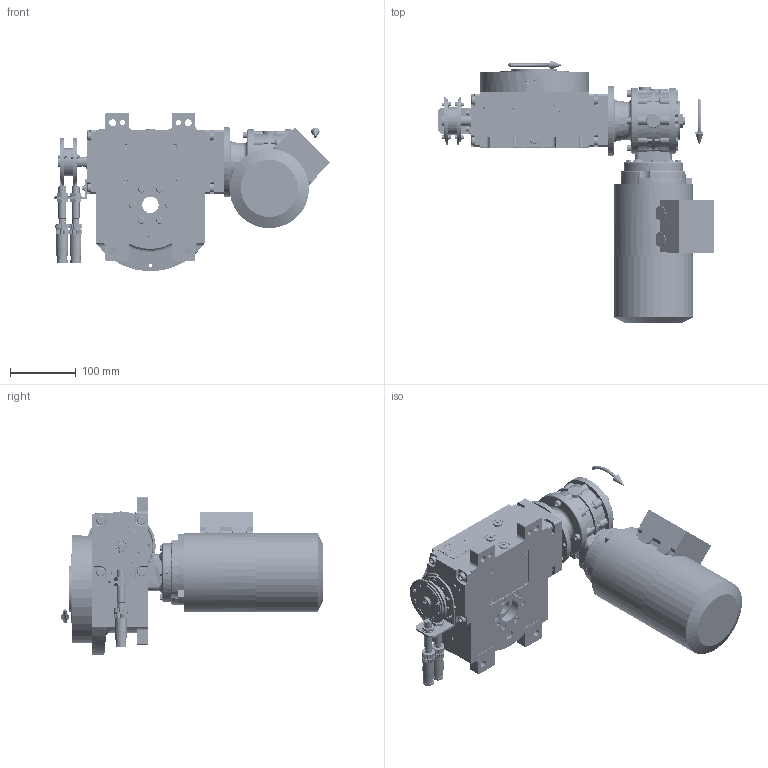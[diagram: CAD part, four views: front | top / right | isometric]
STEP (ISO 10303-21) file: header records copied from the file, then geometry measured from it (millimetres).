
FILE_DESCRIPTION (( 'STEP AP214' ), '1' );
FILE_NAME ('PC5200366.step', '2024-06-12T11:17:56', ( '' ), ( '' ), 'SwSTEP 2.0', 'SolidWorks 2020', '' );
FILE_SCHEMA (( 'AUTOMOTIVE_DESIGN' ));
Length unit declared in the file: millimetre
Products named in the file (86): freccia_angolare_albero; cfn2155_01_007; rig04_004_s_002; cfn2070_05_001; cfn2104_01_016; AS_rig04_015; cfn2223_01-390x6-b; cfn2128_04_011; AS_rig04_014_s_001; freccia_angolare; cfn2000_01_147; rig04_007_master; cfn2000_01_129; cfn2151_01_162; cfn2476_01_001_48x38; AS_rig04_002_bl_004; cfn2400_04_024; AS_900_38_30_003; cfn2000_01_151; BM63B14; cfn2356_03_051; cfn2151_01_092; rig04_005; olio_agip_blasia_150; cfn2155_01_186; cfn2155_01_038; cfn2128_05_006; rig04_004; cfn2077_01_018; rig04_003_10; cfn2003_01_063; cfn2010_02_002; AS_900_38_10_028; cfn2276_01_065; cfn2055_01_002; cfn2104_02_017; cfn2010_01_006; cfn2115_02_194; AS_rig04_071_10_m; rig04_001_a_s_012 ...
Assembly tree (89 placements, depth 3):
  cfn2223_01-390x6-b
  rig04_007_master
  cfn2151_01_162
  cfn2356_03_051
  cfn2151_01_092
Bounding box: 420.63 x 399.49 x 240.73 mm (x, y, z)
Volume: 4846151.4 mm3; surface area: 778243.1 mm2
Topology: 91 solids, 91 shells, 6125 faces, 15507 edges, 9859 vertices
Faces by surface type: plane 2822, cylinder 2099, cone 1017, torus 163, bspline 18, sphere 6
Entity records: 161964 total; most frequent: CARTESIAN_POINT 39355, DIRECTION 24722, ORIENTED_EDGE 24132, EDGE_CURVE 12066, AXIS2_PLACEMENT_3D 9127, VERTEX_POINT 7753, VECTOR 6468, LINE 6468
